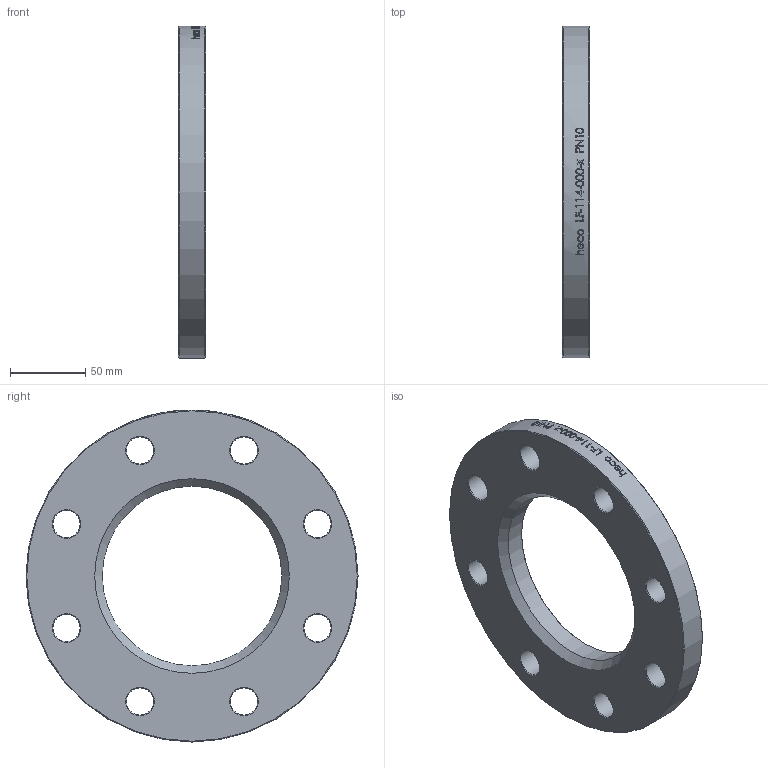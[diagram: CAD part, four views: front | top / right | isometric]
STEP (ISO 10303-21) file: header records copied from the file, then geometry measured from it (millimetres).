
FILE_DESCRIPTION (( 'STEP AP214' ), '1' );
FILE_NAME ('LF-114-000-x Loser Flansch PN10 2101.STEP', '2021-01-19T09:49:01', ( '' ), ( '' ), 'SwSTEP 2.0', 'SolidWorks 2019', '' );
FILE_SCHEMA (( 'AUTOMOTIVE_DESIGN' ));
Length unit declared in the file: millimetre
Products named in the file (1): LF-114-000-x Loser Flansch PN10 2101
Bounding box: 18 x 220 x 220 mm (x, y, z)
Volume: 442190.7 mm3; surface area: 75184.9 mm2
Topology: 1 solids, 1 shells, 60 faces, 262 edges, 231 vertices
Faces by surface type: cylinder 38, cone 20, plane 2
Full cylindrical faces by diameter (mm): 18 x8, 119 x1, 220 x1
Entity records: 5847 total; most frequent: CARTESIAN_POINT 3587, ORIENTED_EDGE 438, DIRECTION 331, VERTEX_POINT 219, EDGE_CURVE 219, AXIS2_PLACEMENT_3D 147, EDGE_LOOP 136, B_SPLINE_CURVE_WITH_KNOTS 96
